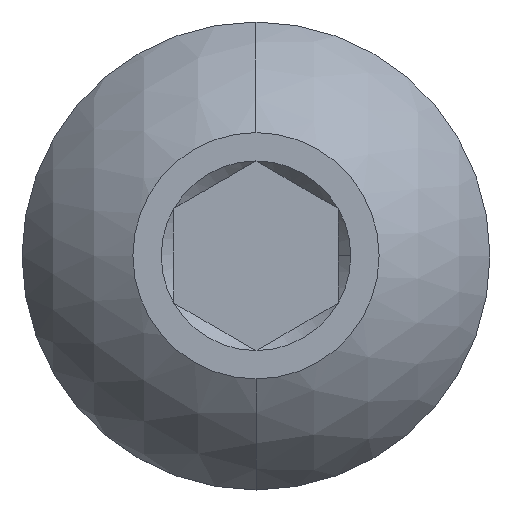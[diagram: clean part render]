
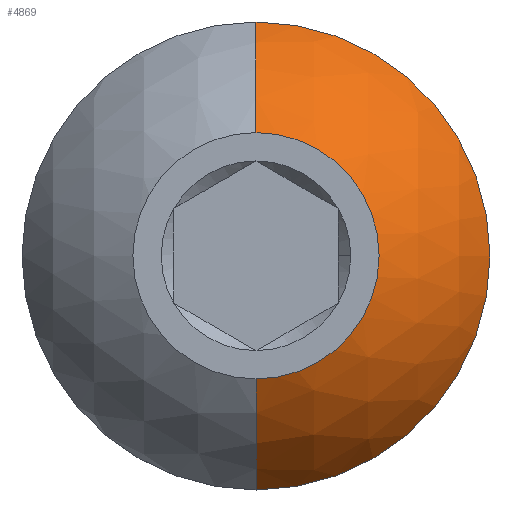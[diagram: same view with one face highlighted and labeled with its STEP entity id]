
A CAD part, top view. The second image highlights one B-rep face of the part: STEP entity #4869.
In plain terms, the highlighted spherical face has radius 3.172 mm.
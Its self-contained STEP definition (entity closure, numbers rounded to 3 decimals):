
#94 = CARTESIAN_POINT ( 'NONE',  ( 0., 2.85, 9.247 ) ) ;
#205 = AXIS2_PLACEMENT_3D ( 'NONE', #1780, #5172, #998 ) ;
#342 = AXIS2_PLACEMENT_3D ( 'NONE', #904, #5754, #6459 ) ;
#402 = VERTEX_POINT ( 'NONE', #6623 ) ;
#904 = CARTESIAN_POINT ( 'NONE',  ( 0., 0., 10.65 ) ) ;
#939 = CIRCLE ( 'NONE', #205, 3.172 ) ;
#998 = DIRECTION ( 'NONE',  ( 0., 1., 0. ) ) ;
#1194 = CARTESIAN_POINT ( 'NONE',  ( 0., -2.85, 9.247 ) ) ;
#1420 = EDGE_CURVE ( 'NONE', #4359, #3209, #939, .T. ) ;
#1558 = AXIS2_PLACEMENT_3D ( 'NONE', #1732, #3063, #8656 ) ;
#1587 = FACE_OUTER_BOUND ( 'NONE', #8015, .T. ) ;
#1732 = CARTESIAN_POINT ( 'NONE',  ( 0., 0., 7.855 ) ) ;
#1780 = CARTESIAN_POINT ( 'NONE',  ( 0., 0., 7.855 ) ) ;
#1794 = ORIENTED_EDGE ( 'NONE', *, *, #8613, .F. ) ;
#2753 = AXIS2_PLACEMENT_3D ( 'NONE', #8291, #4065, #8985 ) ;
#2849 = CIRCLE ( 'NONE', #1558, 3.172 ) ;
#3063 = DIRECTION ( 'NONE',  ( -1., 0., 0. ) ) ;
#3167 = ORIENTED_EDGE ( 'NONE', *, *, #5114, .T. ) ;
#3209 = VERTEX_POINT ( 'NONE', #4140 ) ;
#3315 = ORIENTED_EDGE ( 'NONE', *, *, #8628, .F. ) ;
#3604 = ORIENTED_EDGE ( 'NONE', *, *, #1420, .T. ) ;
#3872 = CIRCLE ( 'NONE', #2753, 2.85 ) ;
#4065 = DIRECTION ( 'NONE',  ( 0., 0., 1. ) ) ;
#4140 = CARTESIAN_POINT ( 'NONE',  ( 0., 1.5, 10.65 ) ) ;
#4359 = VERTEX_POINT ( 'NONE', #94 ) ;
#4456 = CIRCLE ( 'NONE', #342, 1.5 ) ;
#4869 = ADVANCED_FACE ( 'NONE', ( #1587 ), #6193, .T. ) ;
#5062 = VERTEX_POINT ( 'NONE', #1194 ) ;
#5114 = EDGE_CURVE ( 'NONE', #5062, #4359, #3872, .T. ) ;
#5172 = DIRECTION ( 'NONE',  ( 1., 0., 0. ) ) ;
#5447 = DIRECTION ( 'NONE',  ( 1., 0., 0. ) ) ;
#5754 = DIRECTION ( 'NONE',  ( 0., 0., 1. ) ) ;
#6160 = DIRECTION ( 'NONE',  ( 0., -1., 0. ) ) ;
#6193 = SPHERICAL_SURFACE ( 'NONE', #7503, 3.172 ) ;
#6459 = DIRECTION ( 'NONE',  ( 0., -1., 0. ) ) ;
#6623 = CARTESIAN_POINT ( 'NONE',  ( 0., -1.5, 10.65 ) ) ;
#6691 = CARTESIAN_POINT ( 'NONE',  ( 0., 0., 7.855 ) ) ;
#7503 = AXIS2_PLACEMENT_3D ( 'NONE', #6691, #5447, #6160 ) ;
#8015 = EDGE_LOOP ( 'NONE', ( #3167, #3604, #1794, #3315 ) ) ;
#8291 = CARTESIAN_POINT ( 'NONE',  ( 0., 0., 9.247 ) ) ;
#8613 = EDGE_CURVE ( 'NONE', #402, #3209, #4456, .T. ) ;
#8628 = EDGE_CURVE ( 'NONE', #5062, #402, #2849, .T. ) ;
#8656 = DIRECTION ( 'NONE',  ( 0., -1., 0. ) ) ;
#8985 = DIRECTION ( 'NONE',  ( 0., -1., 0. ) ) ;
